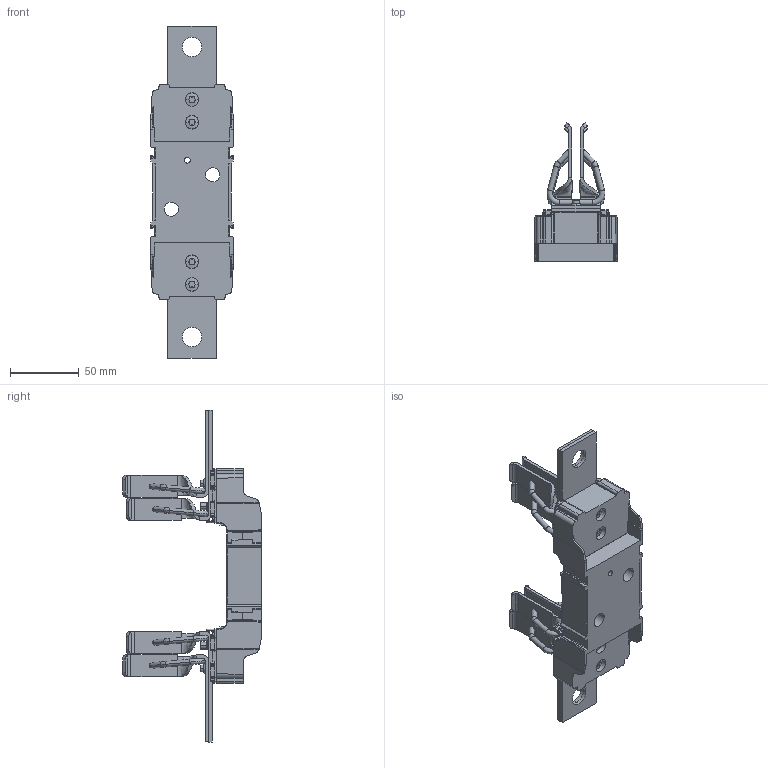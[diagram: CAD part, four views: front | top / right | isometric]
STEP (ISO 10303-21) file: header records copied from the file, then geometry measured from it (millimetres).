
FILE_DESCRIPTION((''),'2;1');
FILE_NAME('PT_3_M12-M12_1P_ASM','2020-05-25T',('luka.martincic'),('Audax d.o.o.'),'CREO PARAMETRIC BY PTC INC, 2018360','CREO PARAMETRIC BY PTC INC, 2018360','');
FILE_SCHEMA(('AUTOMOTIVE_DESIGN { 1 0 10303 214 1 1 1 1 }'));
Products named in the file (7): 0000046847_2; 0000038459_1; 0000038462_2; 0000038678_1; 0000047317_1; 0000047322_ASM_2_ASM; PT_3_M12-M12_1P_ASM
Assembly tree (14 placements, depth 3):
  PT_3_M12-M12_1P_ASM
    0000047322_ASM_2_ASM
      0000046847_2
      0000038459_1  x2
      0000038462_2  x2
      0000038678_1  x4
      0000047317_1  x4
Bounding box: 59.8 x 100.31 x 240.6 mm (x, y, z)
Volume: 221089.3 mm3; surface area: 102249.6 mm2
Topology: 13 solids, 28 shells, 2329 faces, 6028 edges, 3662 vertices
Faces by surface type: cylinder 877, plane 788, bspline 248, torus 178, cone 126, sphere 86, extrusion 22, revolution 4
Entity records: 113287 total; most frequent: CARTESIAN_POINT 50963, ORIENTED_EDGE 10426, DIRECTION 9284, EDGE_CURVE 5217, PRESENTATION_STYLE_ASSIGNMENT 4713, STYLED_ITEM 4710, CURVE_STYLE 4709, AXIS2_PLACEMENT_3D 3405
